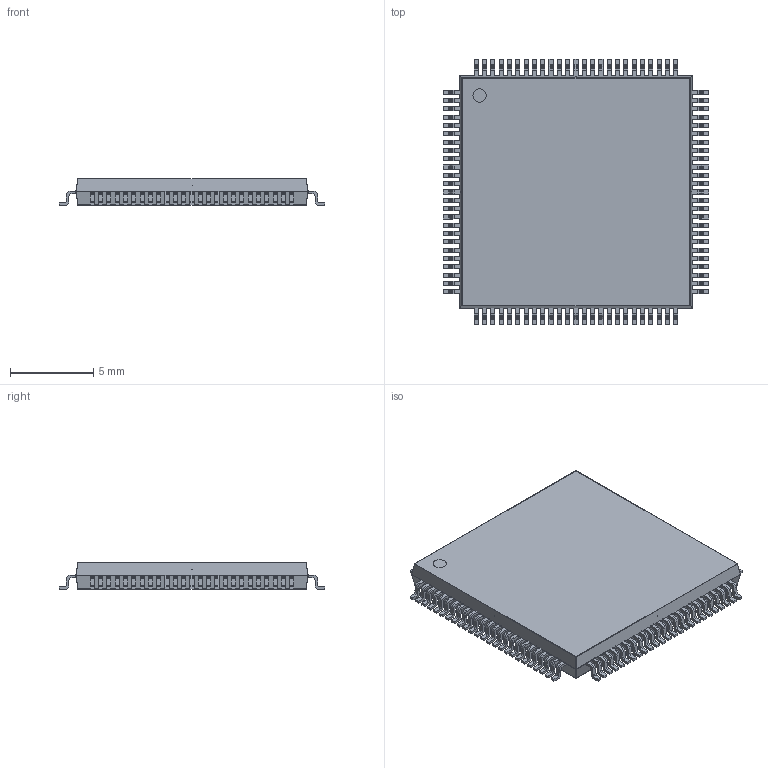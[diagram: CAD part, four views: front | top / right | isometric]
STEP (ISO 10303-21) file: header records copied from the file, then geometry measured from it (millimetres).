
FILE_DESCRIPTION (( 'STEP AP214' ), '1' );
FILE_NAME ('SW3dPS-TQFP100-1.STEP', '2009-10-12T12:14:03', ( 'sysAdmin' ), ( 'SolidWorks' ), 'SwSTEP 2.0', 'SolidWorks 2009', '' );
FILE_SCHEMA (( 'AUTOMOTIVE_DESIGN' ));
Length unit declared in the file: millimetre
Products named in the file (20): SW3dPS-TQFP100-1; SW3dPS-TQFP100-1_Board7; SW3dPS-TQFP100-1_Cylinder1; SW3dPS-TQFP100-1_Free-Models4; SW3dPS-TQFP100-1_455101185; SW3dPS-TQFP100-1_BODY1-3; SW3dPS-TQFP100-1_455334993; SW3dPS-TQFP100-1_BODY2; SW3dPS-TQFP100-1_Free-Models7; SW3dPS-TQFP100-1_Free-Models6; SW3dPS-TQFP100-1_Board4; 455332945; Extruded3; SW3dPS-TQFP100-1_Board6; SW3dPS-TQFP100-1_Extruded4; SW3dPS-TQFP100-1_Board5; SW3dPS-TQFP100-1_Free-Models5; SW3dPS-TQFP100-1_PIN1; SW3dPS-TQFP100-1_Extruded5; SW3dPS-TQFP100-1_455334353
Assembly tree (122 placements, depth 8):
  SW3dPS-TQFP100-1
    SW3dPS-TQFP100-1_Board7
    SW3dPS-TQFP100-1_Free-Models4
      SW3dPS-TQFP100-1_PIN1  x100
        SW3dPS-TQFP100-1_Free-Models5
          SW3dPS-TQFP100-1_455334353
            SW3dPS-TQFP100-1_Extruded5
        SW3dPS-TQFP100-1_Board4
      SW3dPS-TQFP100-1_455101185
        SW3dPS-TQFP100-1_Cylinder1
      SW3dPS-TQFP100-1_BODY1-3  x2
        SW3dPS-TQFP100-1_Free-Models6
          SW3dPS-TQFP100-1_BODY2  x4
            SW3dPS-TQFP100-1_Board6
            SW3dPS-TQFP100-1_Free-Models7
              455332945
                Extruded3
          SW3dPS-TQFP100-1_455334993
            SW3dPS-TQFP100-1_Extruded4
        SW3dPS-TQFP100-1_Board5
Bounding box: 16 x 16 x 1.62 mm (x, y, z)
Volume: 11.1 mm3; surface area: 1076.6 mm2
Topology: 222 solids, 222 shells, 2830 faces, 7158 edges, 4772 vertices
Faces by surface type: plane 2828, cylinder 2
Entity records: 3137 total; most frequent: DIRECTION 533, CARTESIAN_POINT 422, ORIENTED_EDGE 270, AXIS2_PLACEMENT_3D 201, PRODUCT_DEFINITION_SHAPE 142, EDGE_CURVE 135, VECTOR 131, LINE 131
